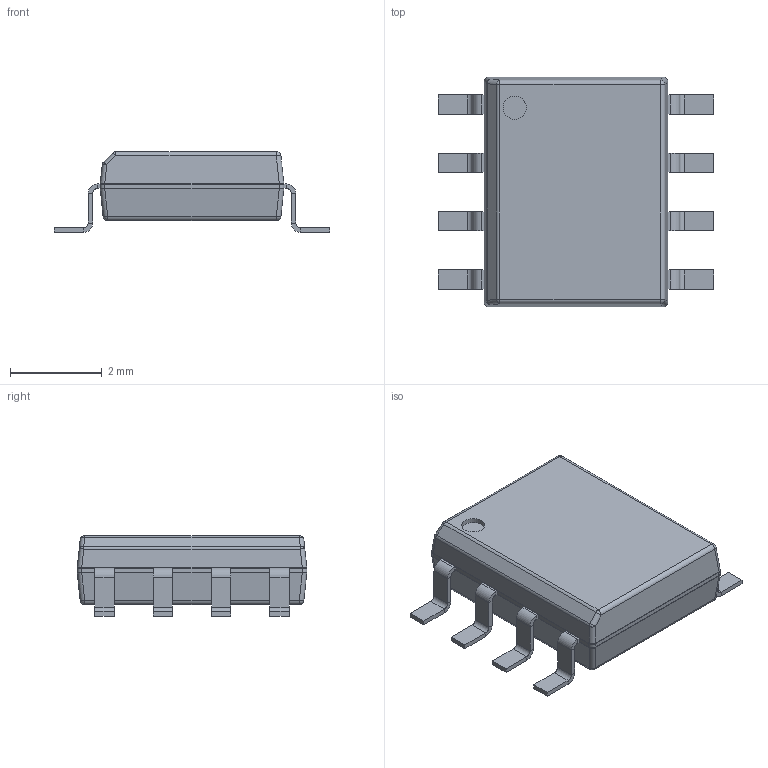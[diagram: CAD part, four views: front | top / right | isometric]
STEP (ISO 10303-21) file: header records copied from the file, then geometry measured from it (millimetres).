
FILE_DESCRIPTION(('Open CASCADE Model'),'2;1');
FILE_NAME('Open CASCADE Shape Model','2016-11-23T22:41:10',('Author'),( 'Open CASCADE'),'Open CASCADE STEP processor 6.8','Open CASCADE 6.8' ,'Unknown');
FILE_SCHEMA(('AUTOMOTIVE_DESIGN { 1 0 10303 214 1 1 1 1 }'));
Length unit declared in the file: millimetre
Products named in the file (7): PCB; Designator1; 844529024; Open_CASCADE_STEP_translator_6.8_27.1; Body; Open_CASCADE_STEP_translator_6.8_27.2.1; Leader
Assembly tree (12 placements, depth 4):
  PCB
  Designator1
    844529024
      Open_CASCADE_STEP_translator_6.8_27.1
      Body
        Open_CASCADE_STEP_translator_6.8_27.2.1
      Leader  x8
Bounding box: 5.99 x 5 x 1.75 mm (x, y, z)
Volume: 29.4 mm3; surface area: 78.3 mm2
Topology: 9 solids, 10 shells, 243 faces, 490 edges, 257 vertices
Faces by surface type: plane 161, cylinder 64, sphere 10, bspline 8
Full cylindrical faces by diameter (mm): 0.5 x1
Entity records: 5525 total; most frequent: CARTESIAN_POINT 1997, DIRECTION 587, ORIENTED_EDGE 343, PCURVE 343, DEFINITIONAL_REPRESENTATION 343, LINE 311, VECTOR 311, EDGE_CURVE 172
